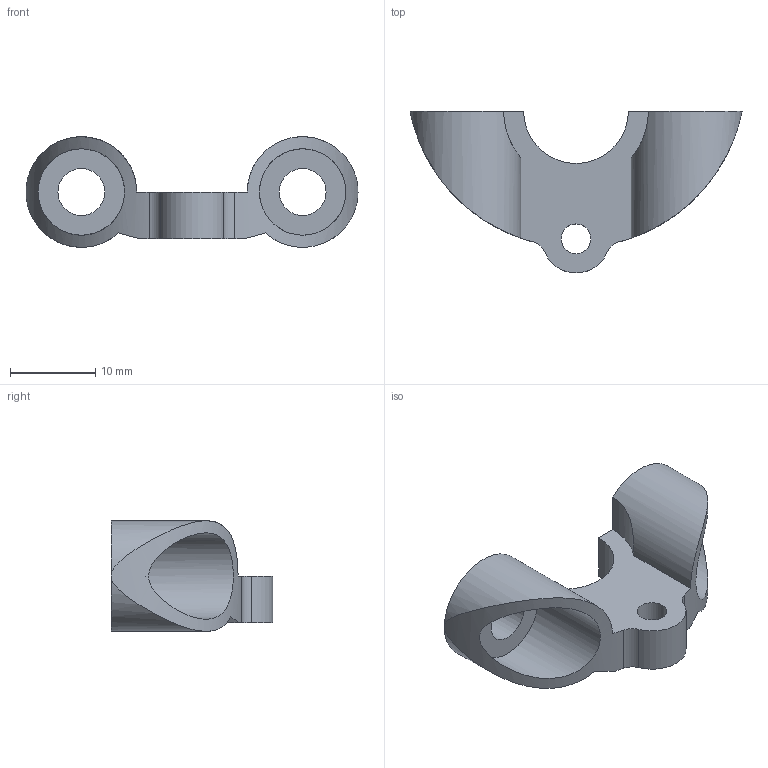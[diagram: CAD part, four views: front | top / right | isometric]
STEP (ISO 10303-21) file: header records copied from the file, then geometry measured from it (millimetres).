
Length unit declared in the file: millimetre
Products named in the file (1): Portal
Bounding box: 39 x 19 x 12.99 mm (x, y, z)
Volume: 2397.3 mm3; surface area: 2310.9 mm2
Topology: 1 solids, 1 shells, 25 faces, 59 edges, 38 vertices
Faces by surface type: cylinder 17, plane 8
Full cylindrical faces by diameter (mm): 3.5 x1, 5.5 x2, 10.15 x2
Entity records: 952 total; most frequent: CARTESIAN_POINT 307, DIRECTION 131, ORIENTED_EDGE 118, EDGE_CURVE 59, AXIS2_PLACEMENT_3D 54, VERTEX_POINT 38, EDGE_LOOP 33, CIRCLE 26
